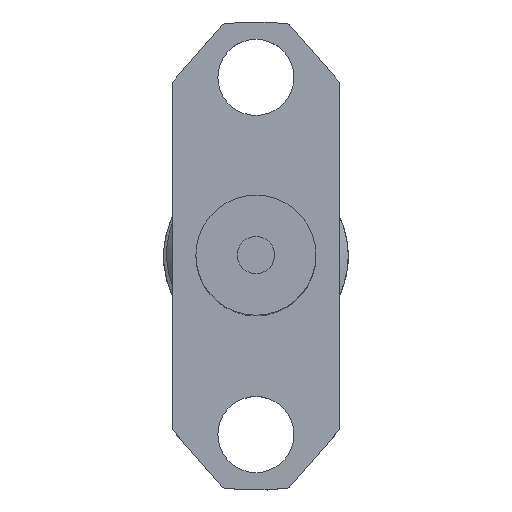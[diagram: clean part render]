
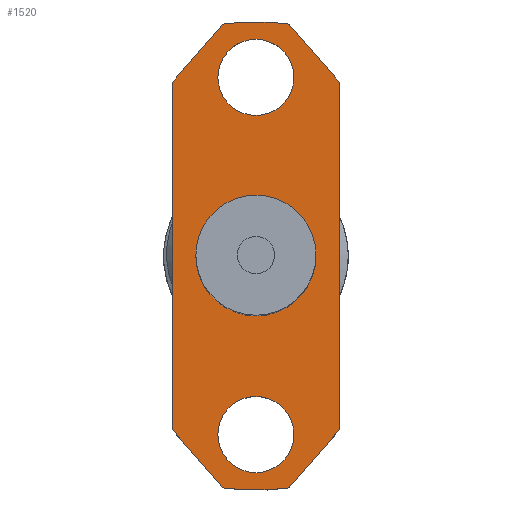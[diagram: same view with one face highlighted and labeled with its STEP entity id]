
A CAD part, top view. The second image highlights one B-rep face of the part: STEP entity #1520.
In plain terms, the highlighted planar face has unit normal (0, 0, 1).
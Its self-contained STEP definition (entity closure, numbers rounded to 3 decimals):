
#73=CARTESIAN_POINT('',(0.,6.1,1.6));
#74=DIRECTION('',(0.,0.,-1.));
#75=DIRECTION('',(1.,0.,0.));
#76=AXIS2_PLACEMENT_3D('',#73,#74,#75);
#78=CARTESIAN_POINT('',(0.,6.1,1.6));
#79=DIRECTION('',(0.,0.,-1.));
#80=DIRECTION('',(-1.,0.,0.));
#81=AXIS2_PLACEMENT_3D('',#78,#79,#80);
#83=CARTESIAN_POINT('',(0.,-6.1,1.6));
#84=DIRECTION('',(0.,0.,-1.));
#85=DIRECTION('',(1.,0.,0.));
#86=AXIS2_PLACEMENT_3D('',#83,#84,#85);
#88=CARTESIAN_POINT('',(0.,-6.1,1.6));
#89=DIRECTION('',(0.,0.,-1.));
#90=DIRECTION('',(-1.,0.,0.));
#91=AXIS2_PLACEMENT_3D('',#88,#89,#90);
#93=DIRECTION('',(-0.655,0.756,0.));
#94=VECTOR('',#93,2.62);
#95=CARTESIAN_POINT('',(2.85,5.939,1.6));
#96=LINE('',#95,#94);
#97=DIRECTION('',(0.,1.,0.));
#98=VECTOR('',#97,11.879);
#99=CARTESIAN_POINT('',(2.85,-5.939,1.6));
#100=LINE('',#99,#98);
#101=DIRECTION('',(0.655,0.756,0.));
#102=VECTOR('',#101,2.62);
#103=CARTESIAN_POINT('',(1.133,-7.919,1.6));
#104=LINE('',#103,#102);
#105=CARTESIAN_POINT('',(0.,0.,1.6));
#106=DIRECTION('',(0.,0.,1.));
#107=DIRECTION('',(-0.142,-0.99,0.));
#108=AXIS2_PLACEMENT_3D('',#105,#106,#107);
#110=DIRECTION('',(0.655,-0.756,0.));
#111=VECTOR('',#110,2.62);
#112=CARTESIAN_POINT('',(-2.85,-5.939,1.6));
#113=LINE('',#112,#111);
#114=DIRECTION('',(0.,-1.,0.));
#115=VECTOR('',#114,11.879);
#116=CARTESIAN_POINT('',(-2.85,5.939,1.6));
#117=LINE('',#116,#115);
#118=DIRECTION('',(-0.655,-0.756,0.));
#119=VECTOR('',#118,2.62);
#120=CARTESIAN_POINT('',(-1.133,7.919,1.6));
#121=LINE('',#120,#119);
#122=CARTESIAN_POINT('',(0.,0.,1.6));
#123=DIRECTION('',(0.,0.,1.));
#124=DIRECTION('',(0.142,0.99,0.));
#125=AXIS2_PLACEMENT_3D('',#122,#123,#124);
#127=CARTESIAN_POINT('',(0.,0.,1.6));
#128=DIRECTION('',(0.,0.,1.));
#129=DIRECTION('',(0.,-1.,0.));
#130=AXIS2_PLACEMENT_3D('',#127,#128,#129);
#132=CARTESIAN_POINT('',(0.,0.,1.6));
#133=DIRECTION('',(0.,0.,1.));
#134=DIRECTION('',(0.,1.,0.));
#135=AXIS2_PLACEMENT_3D('',#132,#133,#134);
#1251=CARTESIAN_POINT('',(1.3,6.1,1.6));
#1252=CARTESIAN_POINT('',(-1.3,6.1,1.6));
#1253=VERTEX_POINT('',#1251);
#1254=VERTEX_POINT('',#1252);
#1255=CARTESIAN_POINT('',(1.3,-6.1,1.6));
#1256=CARTESIAN_POINT('',(-1.3,-6.1,1.6));
#1257=VERTEX_POINT('',#1255);
#1258=VERTEX_POINT('',#1256);
#1263=CARTESIAN_POINT('',(2.85,5.939,1.6));
#1264=VERTEX_POINT('',#1263);
#1265=CARTESIAN_POINT('',(1.133,7.919,1.6));
#1266=VERTEX_POINT('',#1265);
#1271=CARTESIAN_POINT('',(-1.133,7.919,1.6));
#1272=VERTEX_POINT('',#1271);
#1273=CARTESIAN_POINT('',(-2.85,5.939,1.6));
#1274=VERTEX_POINT('',#1273);
#1279=CARTESIAN_POINT('',(1.133,-7.919,1.6));
#1280=VERTEX_POINT('',#1279);
#1281=CARTESIAN_POINT('',(2.85,-5.939,1.6));
#1282=VERTEX_POINT('',#1281);
#1287=CARTESIAN_POINT('',(-2.85,-5.939,1.6));
#1288=VERTEX_POINT('',#1287);
#1289=CARTESIAN_POINT('',(-1.133,-7.919,1.6));
#1290=VERTEX_POINT('',#1289);
#1303=CARTESIAN_POINT('',(0.,-2.05,1.6));
#1304=CARTESIAN_POINT('',(0.,2.05,1.6));
#1305=VERTEX_POINT('',#1303);
#1306=VERTEX_POINT('',#1304);
#1481=CARTESIAN_POINT('',(0.,0.,1.6));
#1482=DIRECTION('',(0.,0.,1.));
#1483=DIRECTION('',(1.,0.,0.));
#1484=AXIS2_PLACEMENT_3D('',#1481,#1482,#1483);
#1485=PLANE('',#1484);
#1487=ORIENTED_EDGE('',*,*,#1486,.F.);
#1489=ORIENTED_EDGE('',*,*,#1488,.F.);
#1491=ORIENTED_EDGE('',*,*,#1490,.F.);
#1493=ORIENTED_EDGE('',*,*,#1492,.F.);
#1495=ORIENTED_EDGE('',*,*,#1494,.F.);
#1497=ORIENTED_EDGE('',*,*,#1496,.F.);
#1499=ORIENTED_EDGE('',*,*,#1498,.F.);
#1501=ORIENTED_EDGE('',*,*,#1500,.F.);
#1502=EDGE_LOOP('',(#1487,#1489,#1491,#1493,#1495,#1497,#1499,#1501));
#1503=FACE_OUTER_BOUND('',#1502,.F.);
#1505=ORIENTED_EDGE('',*,*,#1504,.F.);
#1507=ORIENTED_EDGE('',*,*,#1506,.F.);
#1508=EDGE_LOOP('',(#1505,#1507));
#1509=FACE_BOUND('',#1508,.F.);
#1510=ORIENTED_EDGE('',*,*,#1461,.F.);
#1511=ORIENTED_EDGE('',*,*,#1475,.F.);
#1512=EDGE_LOOP('',(#1510,#1511));
#1513=FACE_BOUND('',#1512,.F.);
#1515=ORIENTED_EDGE('',*,*,#1514,.T.);
#1517=ORIENTED_EDGE('',*,*,#1516,.T.);
#1518=EDGE_LOOP('',(#1515,#1517));
#1519=FACE_BOUND('',#1518,.F.);
#77=CIRCLE('',#76,1.3);
#82=CIRCLE('',#81,1.3);
#87=CIRCLE('',#86,1.3);
#92=CIRCLE('',#91,1.3);
#109=CIRCLE('',#108,8.);
#126=CIRCLE('',#125,8.);
#131=CIRCLE('',#130,2.05);
#136=CIRCLE('',#135,2.05);
#1461=EDGE_CURVE('',#1253,#1254,#77,.T.);
#1475=EDGE_CURVE('',#1254,#1253,#82,.T.);
#1486=EDGE_CURVE('',#1264,#1266,#96,.T.);
#1488=EDGE_CURVE('',#1282,#1264,#100,.T.);
#1490=EDGE_CURVE('',#1280,#1282,#104,.T.);
#1492=EDGE_CURVE('',#1290,#1280,#109,.T.);
#1494=EDGE_CURVE('',#1288,#1290,#113,.T.);
#1496=EDGE_CURVE('',#1274,#1288,#117,.T.);
#1498=EDGE_CURVE('',#1272,#1274,#121,.T.);
#1500=EDGE_CURVE('',#1266,#1272,#126,.T.);
#1504=EDGE_CURVE('',#1257,#1258,#87,.T.);
#1506=EDGE_CURVE('',#1258,#1257,#92,.T.);
#1514=EDGE_CURVE('',#1305,#1306,#131,.T.);
#1516=EDGE_CURVE('',#1306,#1305,#136,.T.);
#1520=ADVANCED_FACE('',(#1503,#1509,#1513,#1519),#1485,.T.);
